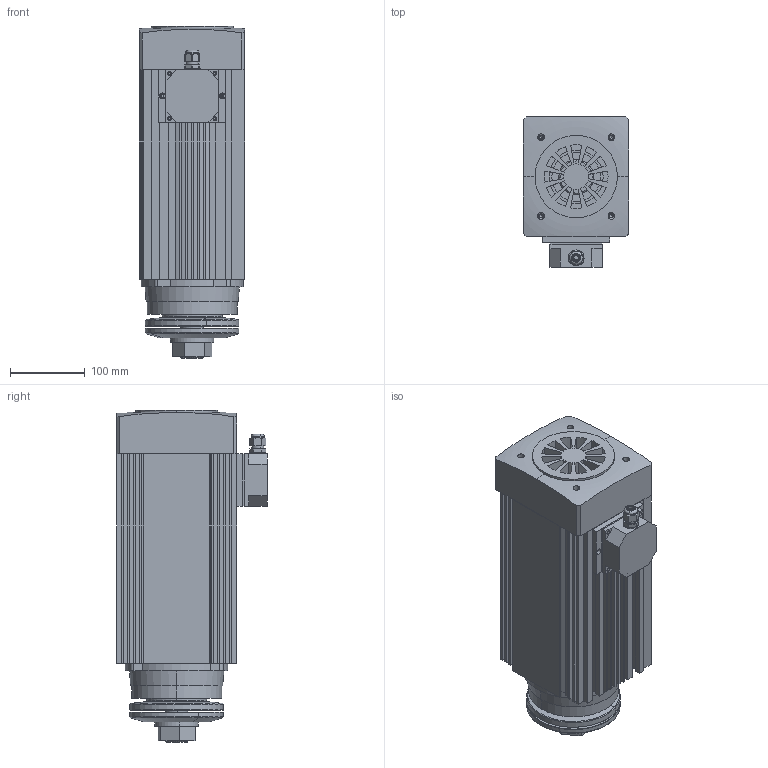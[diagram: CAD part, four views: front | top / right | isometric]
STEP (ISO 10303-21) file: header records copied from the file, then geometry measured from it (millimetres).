
FILE_DESCRIPTION (( 'STEP AP214' ), '1' );
FILE_NAME ('GDF71-6Z-7.5C(衵耜堤盄).STEP', '2024-12-27T09:44:12', ( '00' ), ( '' ), 'SwSTEP 2.0', 'SolidWorks 2018', '' );
FILE_SCHEMA (( 'AUTOMOTIVE_DESIGN' ));
Length unit declared in the file: millimetre
Products named in the file (12): GDF71-6Z-7.5C傷裔; 70X70砎蝶菜; GDF71-6Z-7.5C(衵耜堤盄); GDF71-6Z-7.5机壳（右侧出线）; 萇擢嘐隅芛M12℅1.5; GDF71瑞欶; 70X70諉盄碟; GDF71躇猾裔; 蹟譫; 7.5B粣; 諉盄碟假蚾唳; GDF71揤啣
Assembly tree (11 placements, depth 2):
  GDF71-6Z-7.5C(衵耜堤盄)
    GDF71瑞欶
    7.5B粣
    GDF71揤啣
    蹟譫
    GDF71躇猾裔
    GDF71-6Z-7.5机壳（右侧出线）
    諉盄碟假蚾唳
    70X70砎蝶菜
    70X70諉盄碟
    GDF71-6Z-7.5C傷裔
    萇擢嘐隅芛M12℅1.5
Bounding box: 141.5 x 201 x 443.5 mm (x, y, z)
Volume: 3103855.6 mm3; surface area: 834767.1 mm2
Topology: 11 solids, 11 shells, 626 faces, 1639 edges, 1051 vertices
Faces by surface type: plane 324, cylinder 216, cone 80, torus 6
Entity records: 20560 total; most frequent: CARTESIAN_POINT 3816, DIRECTION 3372, ORIENTED_EDGE 3246, EDGE_CURVE 1623, AXIS2_PLACEMENT_3D 1141, LINE 1090, VECTOR 1090, VERTEX_POINT 1051
